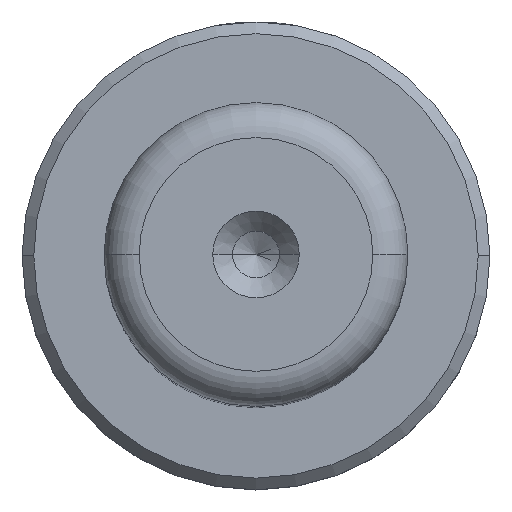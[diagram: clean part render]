
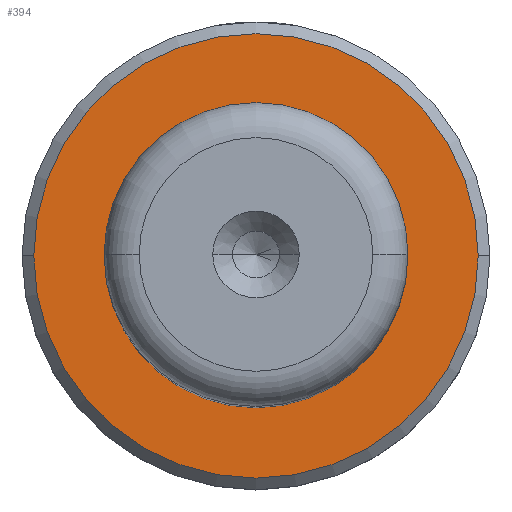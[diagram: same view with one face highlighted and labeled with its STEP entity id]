
A CAD part, top view. The second image highlights one B-rep face of the part: STEP entity #394.
In plain terms, the highlighted planar face has unit normal (0, 0, 1).
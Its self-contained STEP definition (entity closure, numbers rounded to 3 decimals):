
#18 = VERTEX_POINT ( 'NONE', #1133 ) ;
#49 = EDGE_LOOP ( 'NONE', ( #1710, #372 ) ) ;
#52 = CARTESIAN_POINT ( 'NONE',  ( 0., 0., 15. ) ) ;
#182 = VERTEX_POINT ( 'NONE', #1584 ) ;
#203 = FACE_OUTER_BOUND ( 'NONE', #49, .T. ) ;
#213 = DIRECTION ( 'NONE',  ( -1., 0., 0. ) ) ;
#272 = ORIENTED_EDGE ( 'NONE', *, *, #1834, .T. ) ;
#285 = DIRECTION ( 'NONE',  ( 0., 0., 1. ) ) ;
#286 = AXIS2_PLACEMENT_3D ( 'NONE', #2034, #456, #1574 ) ;
#312 = FACE_BOUND ( 'NONE', #1917, .T. ) ;
#372 = ORIENTED_EDGE ( 'NONE', *, *, #632, .T. ) ;
#394 = ADVANCED_FACE ( 'NONE', ( #203, #312 ), #1737, .T. ) ;
#413 = DIRECTION ( 'NONE',  ( 0., 0., -1. ) ) ;
#416 = CARTESIAN_POINT ( 'NONE',  ( 5.995, 0., 15. ) ) ;
#456 = DIRECTION ( 'NONE',  ( 0., 0., 1. ) ) ;
#632 = EDGE_CURVE ( 'NONE', #18, #1709, #1925, .T. ) ;
#769 = DIRECTION ( 'NONE',  ( 0., 0., 1. ) ) ;
#1087 = AXIS2_PLACEMENT_3D ( 'NONE', #52, #1162, #213 ) ;
#1088 = EDGE_CURVE ( 'NONE', #1709, #18, #1895, .T. ) ;
#1105 = ORIENTED_EDGE ( 'NONE', *, *, #1367, .T. ) ;
#1133 = CARTESIAN_POINT ( 'NONE',  ( 9.5, 0., 15. ) ) ;
#1162 = DIRECTION ( 'NONE',  ( 0., 0., -1. ) ) ;
#1230 = CARTESIAN_POINT ( 'NONE',  ( 0., 0., 15. ) ) ;
#1367 = EDGE_CURVE ( 'NONE', #182, #2009, #1868, .T. ) ;
#1368 = CARTESIAN_POINT ( 'NONE',  ( 0., 0., 15. ) ) ;
#1398 = DIRECTION ( 'NONE',  ( 1., 0., 0. ) ) ;
#1534 = AXIS2_PLACEMENT_3D ( 'NONE', #1230, #285, #1398 ) ;
#1538 = DIRECTION ( 'NONE',  ( -1., 0., 0. ) ) ;
#1539 = CIRCLE ( 'NONE', #1087, 5.995 ) ;
#1574 = DIRECTION ( 'NONE',  ( 1., 0., 0. ) ) ;
#1584 = CARTESIAN_POINT ( 'NONE',  ( -5.995, 0., 15. ) ) ;
#1595 = CARTESIAN_POINT ( 'NONE',  ( -9.5, 0., 15. ) ) ;
#1709 = VERTEX_POINT ( 'NONE', #1595 ) ;
#1710 = ORIENTED_EDGE ( 'NONE', *, *, #1088, .T. ) ;
#1731 = CARTESIAN_POINT ( 'NONE',  ( 0., 0., 15. ) ) ;
#1737 = PLANE ( 'NONE',  #286 ) ;
#1808 = AXIS2_PLACEMENT_3D ( 'NONE', #1368, #413, #1538 ) ;
#1834 = EDGE_CURVE ( 'NONE', #2009, #182, #1539, .T. ) ;
#1868 = CIRCLE ( 'NONE', #1808, 5.995 ) ;
#1885 = DIRECTION ( 'NONE',  ( 1., 0., 0. ) ) ;
#1887 = AXIS2_PLACEMENT_3D ( 'NONE', #1731, #769, #1885 ) ;
#1895 = CIRCLE ( 'NONE', #1534, 9.5 ) ;
#1917 = EDGE_LOOP ( 'NONE', ( #272, #1105 ) ) ;
#1925 = CIRCLE ( 'NONE', #1887, 9.5 ) ;
#2009 = VERTEX_POINT ( 'NONE', #416 ) ;
#2034 = CARTESIAN_POINT ( 'NONE',  ( 0., 0., 15. ) ) ;
